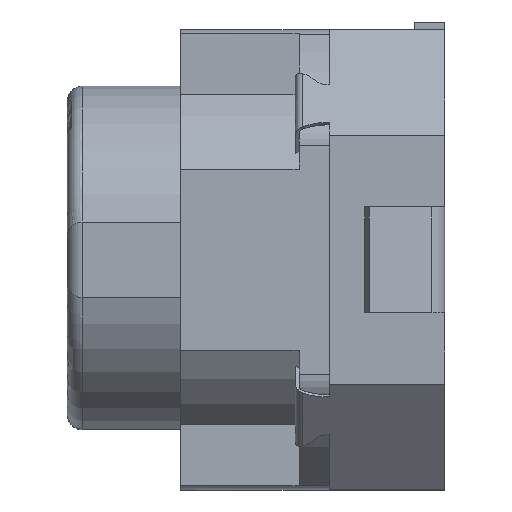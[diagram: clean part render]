
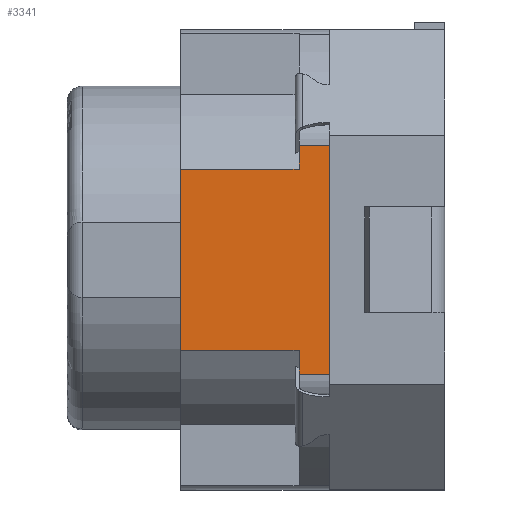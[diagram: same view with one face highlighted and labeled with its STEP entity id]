
A CAD part, left-side view. The second image highlights one B-rep face of the part: STEP entity #3341.
In plain terms, the highlighted planar face has unit normal (-1, 0, 0).
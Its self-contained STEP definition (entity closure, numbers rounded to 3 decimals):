
#86 = EDGE_CURVE ( 'NONE', #4712, #1359, #4875, .T. ) ;
#110 = EDGE_CURVE ( 'NONE', #1219, #2961, #1875, .T. ) ;
#112 = CARTESIAN_POINT ( 'NONE',  ( -2.895, 1.93, 1.515 ) ) ;
#288 = CARTESIAN_POINT ( 'NONE',  ( -2.895, 1.53, 1.515 ) ) ;
#501 = DIRECTION ( 'NONE',  ( 0., 0., 1. ) ) ;
#666 = CARTESIAN_POINT ( 'NONE',  ( -2.895, 1.53, -1.515 ) ) ;
#668 = VERTEX_POINT ( 'NONE', #975 ) ;
#902 = EDGE_CURVE ( 'NONE', #668, #3477, #4978, .T. ) ;
#975 = CARTESIAN_POINT ( 'NONE',  ( -2.895, 3.5, -1.2 ) ) ;
#1052 = EDGE_CURVE ( 'NONE', #2961, #3623, #4594, .T. ) ;
#1081 = LINE ( 'NONE', #4292, #3464 ) ;
#1219 = VERTEX_POINT ( 'NONE', #5065 ) ;
#1359 = VERTEX_POINT ( 'NONE', #666 ) ;
#1512 = LINE ( 'NONE', #2123, #2708 ) ;
#1624 = VECTOR ( 'NONE', #4233, 1000. ) ;
#1675 = ORIENTED_EDGE ( 'NONE', *, *, #3873, .T. ) ;
#1844 = DIRECTION ( 'NONE',  ( 0., 1., 0. ) ) ;
#1875 = LINE ( 'NONE', #4653, #3503 ) ;
#2054 = VECTOR ( 'NONE', #3270, 1000. ) ;
#2111 = DIRECTION ( 'NONE',  ( 0., 0., -1. ) ) ;
#2123 = CARTESIAN_POINT ( 'NONE',  ( -2.895, 1.53, 1.515 ) ) ;
#2226 = VERTEX_POINT ( 'NONE', #2629 ) ;
#2364 = DIRECTION ( 'NONE',  ( 0., 0., 1. ) ) ;
#2476 = EDGE_CURVE ( 'NONE', #1359, #3623, #1512, .T. ) ;
#2491 = CARTESIAN_POINT ( 'NONE',  ( -2.895, 15.411, 1.515 ) ) ;
#2493 = VECTOR ( 'NONE', #2364, 1000. ) ;
#2599 = ORIENTED_EDGE ( 'NONE', *, *, #86, .T. ) ;
#2628 = DIRECTION ( 'NONE',  ( 0., -1., 0. ) ) ;
#2629 = CARTESIAN_POINT ( 'NONE',  ( -2.895, 1.93, -1.2 ) ) ;
#2633 = DIRECTION ( 'NONE',  ( 0., 0., 1. ) ) ;
#2659 = ORIENTED_EDGE ( 'NONE', *, *, #1052, .F. ) ;
#2687 = CARTESIAN_POINT ( 'NONE',  ( -2.895, 3.5, 1.2 ) ) ;
#2708 = VECTOR ( 'NONE', #2913, 1000. ) ;
#2768 = LINE ( 'NONE', #3760, #4684 ) ;
#2893 = ORIENTED_EDGE ( 'NONE', *, *, #3758, .F. ) ;
#2913 = DIRECTION ( 'NONE',  ( 0., 0., 1. ) ) ;
#2961 = VERTEX_POINT ( 'NONE', #3980 ) ;
#3014 = FACE_OUTER_BOUND ( 'NONE', #4824, .T. ) ;
#3221 = CARTESIAN_POINT ( 'NONE',  ( -2.895, 15.411, 1.515 ) ) ;
#3270 = DIRECTION ( 'NONE',  ( 0., -1., 0. ) ) ;
#3303 = DIRECTION ( 'NONE',  ( 1., 0., 0. ) ) ;
#3334 = PLANE ( 'NONE',  #4294 ) ;
#3341 = ADVANCED_FACE ( 'NONE', ( #3014 ), #3334, .F. ) ;
#3464 = VECTOR ( 'NONE', #1844, 1000. ) ;
#3477 = VERTEX_POINT ( 'NONE', #2687 ) ;
#3503 = VECTOR ( 'NONE', #2633, 1000. ) ;
#3537 = CARTESIAN_POINT ( 'NONE',  ( -2.895, 3.5, 1.515 ) ) ;
#3623 = VERTEX_POINT ( 'NONE', #288 ) ;
#3758 = EDGE_CURVE ( 'NONE', #4712, #2226, #3911, .T. ) ;
#3760 = CARTESIAN_POINT ( 'NONE',  ( -2.895, 15.411, -1.2 ) ) ;
#3873 = EDGE_CURVE ( 'NONE', #1219, #3477, #1081, .T. ) ;
#3911 = LINE ( 'NONE', #112, #4310 ) ;
#3980 = CARTESIAN_POINT ( 'NONE',  ( -2.895, 1.93, 1.515 ) ) ;
#4049 = ORIENTED_EDGE ( 'NONE', *, *, #2476, .T. ) ;
#4148 = ORIENTED_EDGE ( 'NONE', *, *, #4652, .T. ) ;
#4176 = CARTESIAN_POINT ( 'NONE',  ( -2.895, 1.93, -1.515 ) ) ;
#4197 = CARTESIAN_POINT ( 'NONE',  ( -2.895, 15.411, -1.515 ) ) ;
#4233 = DIRECTION ( 'NONE',  ( 0., -1., 0. ) ) ;
#4292 = CARTESIAN_POINT ( 'NONE',  ( -2.895, 15.411, 1.2 ) ) ;
#4294 = AXIS2_PLACEMENT_3D ( 'NONE', #2491, #3303, #2111 ) ;
#4310 = VECTOR ( 'NONE', #501, 1000. ) ;
#4413 = ORIENTED_EDGE ( 'NONE', *, *, #110, .F. ) ;
#4594 = LINE ( 'NONE', #3221, #2054 ) ;
#4652 = EDGE_CURVE ( 'NONE', #668, #2226, #2768, .T. ) ;
#4653 = CARTESIAN_POINT ( 'NONE',  ( -2.895, 1.93, 1.515 ) ) ;
#4684 = VECTOR ( 'NONE', #2628, 1000. ) ;
#4699 = ORIENTED_EDGE ( 'NONE', *, *, #902, .F. ) ;
#4712 = VERTEX_POINT ( 'NONE', #4176 ) ;
#4824 = EDGE_LOOP ( 'NONE', ( #4699, #4148, #2893, #2599, #4049, #2659, #4413, #1675 ) ) ;
#4875 = LINE ( 'NONE', #4197, #1624 ) ;
#4978 = LINE ( 'NONE', #3537, #2493 ) ;
#5065 = CARTESIAN_POINT ( 'NONE',  ( -2.895, 1.93, 1.2 ) ) ;
